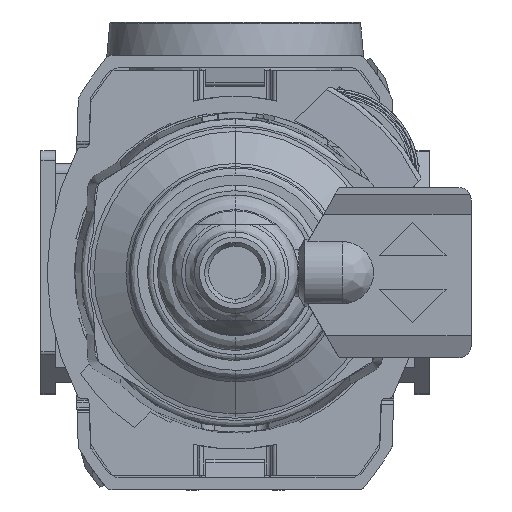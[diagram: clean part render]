
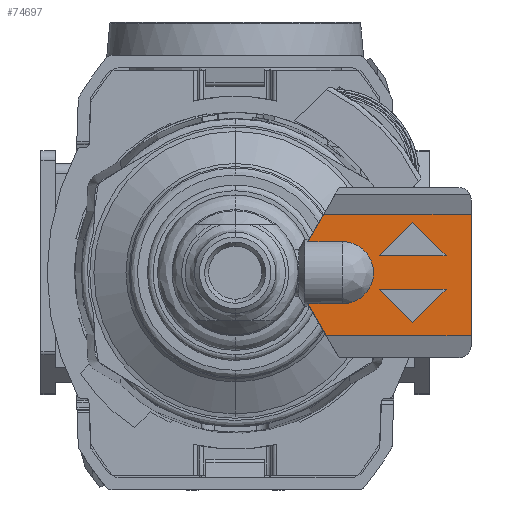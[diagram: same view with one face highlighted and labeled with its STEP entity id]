
A CAD part, front view. The second image highlights one B-rep face of the part: STEP entity #74697.
In plain terms, the highlighted planar face has unit normal (0, -1, 0).
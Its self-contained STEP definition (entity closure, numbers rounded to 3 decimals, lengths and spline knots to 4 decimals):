
#1871 = ORIENTED_EDGE ( 'NONE', *, *, #6037, .F. ) ;
#3359 = EDGE_CURVE ( 'NONE', #79791, #40694, #68475, .T. ) ;
#3463 = EDGE_CURVE ( 'NONE', #81120, #54736, #36441, .T. ) ;
#4324 = EDGE_CURVE ( 'NONE', #41946, #12691, #64262, .T. ) ;
#5482 = EDGE_CURVE ( 'NONE', #70506, #81120, #23781, .T. ) ;
#6037 = EDGE_CURVE ( 'NONE', #40065, #79791, #25081, .T. ) ;
#6100 = ORIENTED_EDGE ( 'NONE', *, *, #26817, .F. ) ;
#6104 = DIRECTION ( 'NONE',  ( -1., 0., 0. ) ) ;
#6278 = VECTOR ( 'NONE', #11392, 39.3701 ) ;
#7788 = VECTOR ( 'NONE', #63576, 39.3701 ) ;
#8152 = CARTESIAN_POINT ( 'NONE',  ( 0.6783, -4.2477, -0.0787 ) ) ;
#8930 = CARTESIAN_POINT ( 'NONE',  ( 0.8358, -4.2477, 0.2362 ) ) ;
#11392 = DIRECTION ( 'NONE',  ( 1., 0., 0. ) ) ;
#11515 = EDGE_CURVE ( 'NONE', #48363, #59340, #54389, .T. ) ;
#11884 = LINE ( 'NONE', #33648, #6278 ) ;
#12058 = CARTESIAN_POINT ( 'NONE',  ( 1.1122, -4.2477, 0.0787 ) ) ;
#12691 = VERTEX_POINT ( 'NONE', #93716 ) ;
#13132 = EDGE_LOOP ( 'NONE', ( #34594, #21145, #39370 ) ) ;
#13424 = CARTESIAN_POINT ( 'NONE',  ( 1.1115, -4.2477, 0.2756 ) ) ;
#14454 = FACE_BOUND ( 'NONE', #13132, .T. ) ;
#14939 = CARTESIAN_POINT ( 'NONE',  ( 1.1122, -4.2477, 0.2756 ) ) ;
#15576 = ORIENTED_EDGE ( 'NONE', *, *, #87009, .F. ) ;
#15714 = DIRECTION ( 'NONE',  ( 0., 0., -1. ) ) ;
#16367 = CARTESIAN_POINT ( 'NONE',  ( 0.6783, -4.2477, -0.0787 ) ) ;
#16442 = VECTOR ( 'NONE', #49614, 39.3701 ) ;
#16754 = DIRECTION ( 'NONE',  ( -0.5, 0., 0.866 ) ) ;
#17614 = VECTOR ( 'NONE', #82385, 39.3701 ) ;
#18868 = EDGE_CURVE ( 'NONE', #54736, #66227, #55796, .T. ) ;
#21145 = ORIENTED_EDGE ( 'NONE', *, *, #11515, .F. ) ;
#21582 = ORIENTED_EDGE ( 'NONE', *, *, #5482, .F. ) ;
#23781 = LINE ( 'NONE', #88316, #82046 ) ;
#24123 = EDGE_CURVE ( 'NONE', #40694, #28560, #11884, .T. ) ;
#24417 = DIRECTION ( 'NONE',  ( 0.707, 0., -0.707 ) ) ;
#25081 = LINE ( 'NONE', #54016, #77535 ) ;
#25490 = ORIENTED_EDGE ( 'NONE', *, *, #3463, .F. ) ;
#25898 = CARTESIAN_POINT ( 'NONE',  ( 0.8358, -4.2477, -0.2362 ) ) ;
#26817 = EDGE_CURVE ( 'NONE', #28560, #70506, #37317, .T. ) ;
#28070 = AXIS2_PLACEMENT_3D ( 'NONE', #14939, #93718, #70519 ) ;
#28560 = VERTEX_POINT ( 'NONE', #39148 ) ;
#28697 = CARTESIAN_POINT ( 'NONE',  ( 1.1122, -4.2477, 0.2756 ) ) ;
#31381 = EDGE_CURVE ( 'NONE', #12691, #73598, #73965, .T. ) ;
#33339 = ORIENTED_EDGE ( 'NONE', *, *, #3359, .F. ) ;
#33648 = CARTESIAN_POINT ( 'NONE',  ( 0.6626, -4.2477, -0.1466 ) ) ;
#34594 = ORIENTED_EDGE ( 'NONE', *, *, #55385, .F. ) ;
#35224 = LINE ( 'NONE', #12058, #80893 ) ;
#36051 = VECTOR ( 'NONE', #37385, 39.3701 ) ;
#36435 = VERTEX_POINT ( 'NONE', #8152 ) ;
#36441 = LINE ( 'NONE', #73007, #7788 ) ;
#36632 = CARTESIAN_POINT ( 'NONE',  ( 0.9933, -4.2477, -0.0787 ) ) ;
#37317 = CIRCLE ( 'NONE', #73736, 0.1466 ) ;
#37385 = DIRECTION ( 'NONE',  ( -0.707, 0., -0.707 ) ) ;
#39148 = CARTESIAN_POINT ( 'NONE',  ( 0.5051, -4.2477, -0.1466 ) ) ;
#39312 = CARTESIAN_POINT ( 'NONE',  ( 0.4297, -4.2477, -0.2981 ) ) ;
#39370 = ORIENTED_EDGE ( 'NONE', *, *, #59130, .F. ) ;
#40065 = VERTEX_POINT ( 'NONE', #44480 ) ;
#40694 = VERTEX_POINT ( 'NONE', #92269 ) ;
#41150 = VECTOR ( 'NONE', #16754, 39.3701 ) ;
#41946 = VERTEX_POINT ( 'NONE', #83214 ) ;
#42171 = CARTESIAN_POINT ( 'NONE',  ( 0.5051, -4.2477, 0. ) ) ;
#44176 = ORIENTED_EDGE ( 'NONE', *, *, #90005, .F. ) ;
#44480 = CARTESIAN_POINT ( 'NONE',  ( 1.1115, -4.2477, -0.2981 ) ) ;
#46819 = CARTESIAN_POINT ( 'NONE',  ( 0.3423, -4.2477, 0.1466 ) ) ;
#48363 = VERTEX_POINT ( 'NONE', #86558 ) ;
#49057 = ORIENTED_EDGE ( 'NONE', *, *, #31381, .F. ) ;
#49614 = DIRECTION ( 'NONE',  ( 1., 0., 0. ) ) ;
#51736 = ORIENTED_EDGE ( 'NONE', *, *, #18868, .F. ) ;
#51775 = CARTESIAN_POINT ( 'NONE',  ( 1.1115, -4.2477, 0.2756 ) ) ;
#51921 = ORIENTED_EDGE ( 'NONE', *, *, #24123, .F. ) ;
#54016 = CARTESIAN_POINT ( 'NONE',  ( 1.1122, -4.2477, -0.2981 ) ) ;
#54033 = VECTOR ( 'NONE', #93683, 39.3701 ) ;
#54389 = LINE ( 'NONE', #25898, #17614 ) ;
#54736 = VERTEX_POINT ( 'NONE', #72398 ) ;
#55385 = EDGE_CURVE ( 'NONE', #59340, #36435, #76865, .T. ) ;
#55796 = LINE ( 'NONE', #28697, #16442 ) ;
#57057 = DIRECTION ( 'NONE',  ( 1., 0., 0. ) ) ;
#59130 = EDGE_CURVE ( 'NONE', #36435, #48363, #82799, .T. ) ;
#59340 = VERTEX_POINT ( 'NONE', #36632 ) ;
#63576 = DIRECTION ( 'NONE',  ( 0.5, 0., 0.866 ) ) ;
#63972 = DIRECTION ( 'NONE',  ( 0., -1., 0. ) ) ;
#64262 = LINE ( 'NONE', #78076, #54033 ) ;
#66028 = LINE ( 'NONE', #51775, #70557 ) ;
#66227 = VERTEX_POINT ( 'NONE', #13424 ) ;
#68475 = LINE ( 'NONE', #88878, #41150 ) ;
#70052 = EDGE_LOOP ( 'NONE', ( #49057, #75139, #15576 ) ) ;
#70191 = CARTESIAN_POINT ( 'NONE',  ( 1.1122, -4.2477, -0.0787 ) ) ;
#70485 = VECTOR ( 'NONE', #6104, 39.3701 ) ;
#70506 = VERTEX_POINT ( 'NONE', #76547 ) ;
#70519 = DIRECTION ( 'NONE',  ( 0., 0., 1. ) ) ;
#70557 = VECTOR ( 'NONE', #15714, 39.3701 ) ;
#72398 = CARTESIAN_POINT ( 'NONE',  ( 0.4168, -4.2477, 0.2756 ) ) ;
#72508 = DIRECTION ( 'NONE',  ( 0., 0., -1. ) ) ;
#72818 = CARTESIAN_POINT ( 'NONE',  ( 0.6783, -4.2477, 0.0787 ) ) ;
#73007 = CARTESIAN_POINT ( 'NONE',  ( 0.2576, -4.2477, 0. ) ) ;
#73598 = VERTEX_POINT ( 'NONE', #72818 ) ;
#73736 = AXIS2_PLACEMENT_3D ( 'NONE', #42171, #63972, #72508 ) ;
#73965 = LINE ( 'NONE', #8930, #36051 ) ;
#74697 = ADVANCED_FACE ( 'NONE', ( #93253, #92327, #14454 ), #79961, .F. ) ;
#75139 = ORIENTED_EDGE ( 'NONE', *, *, #4324, .F. ) ;
#75871 = DIRECTION ( 'NONE',  ( -1., 0., 0. ) ) ;
#76547 = CARTESIAN_POINT ( 'NONE',  ( 0.5051, -4.2477, 0.1466 ) ) ;
#76865 = LINE ( 'NONE', #70191, #70485 ) ;
#77535 = VECTOR ( 'NONE', #75871, 39.3701 ) ;
#78076 = CARTESIAN_POINT ( 'NONE',  ( 0.9933, -4.2477, 0.0787 ) ) ;
#79791 = VERTEX_POINT ( 'NONE', #39312 ) ;
#79961 = PLANE ( 'NONE',  #28070 ) ;
#80893 = VECTOR ( 'NONE', #57057, 39.3701 ) ;
#81120 = VERTEX_POINT ( 'NONE', #46819 ) ;
#81697 = DIRECTION ( 'NONE',  ( -1., 0., 0. ) ) ;
#82046 = VECTOR ( 'NONE', #81697, 39.3701 ) ;
#82385 = DIRECTION ( 'NONE',  ( 0.707, 0., 0.707 ) ) ;
#82799 = LINE ( 'NONE', #16367, #89515 ) ;
#83214 = CARTESIAN_POINT ( 'NONE',  ( 0.9933, -4.2477, 0.0787 ) ) ;
#86558 = CARTESIAN_POINT ( 'NONE',  ( 0.8358, -4.2477, -0.2362 ) ) ;
#87009 = EDGE_CURVE ( 'NONE', #73598, #41946, #35224, .T. ) ;
#88316 = CARTESIAN_POINT ( 'NONE',  ( 0.6626, -4.2477, 0.1466 ) ) ;
#88878 = CARTESIAN_POINT ( 'NONE',  ( 0.4297, -4.2477, -0.2981 ) ) ;
#89515 = VECTOR ( 'NONE', #24417, 39.3701 ) ;
#90005 = EDGE_CURVE ( 'NONE', #66227, #40065, #66028, .T. ) ;
#91236 = EDGE_LOOP ( 'NONE', ( #6100, #51921, #33339, #1871, #44176, #51736, #25490, #21582 ) ) ;
#92269 = CARTESIAN_POINT ( 'NONE',  ( 0.3423, -4.2477, -0.1466 ) ) ;
#92327 = FACE_OUTER_BOUND ( 'NONE', #91236, .T. ) ;
#93253 = FACE_BOUND ( 'NONE', #70052, .T. ) ;
#93683 = DIRECTION ( 'NONE',  ( -0.707, 0., 0.707 ) ) ;
#93716 = CARTESIAN_POINT ( 'NONE',  ( 0.8358, -4.2477, 0.2362 ) ) ;
#93718 = DIRECTION ( 'NONE',  ( 0., 1., 0. ) ) ;
